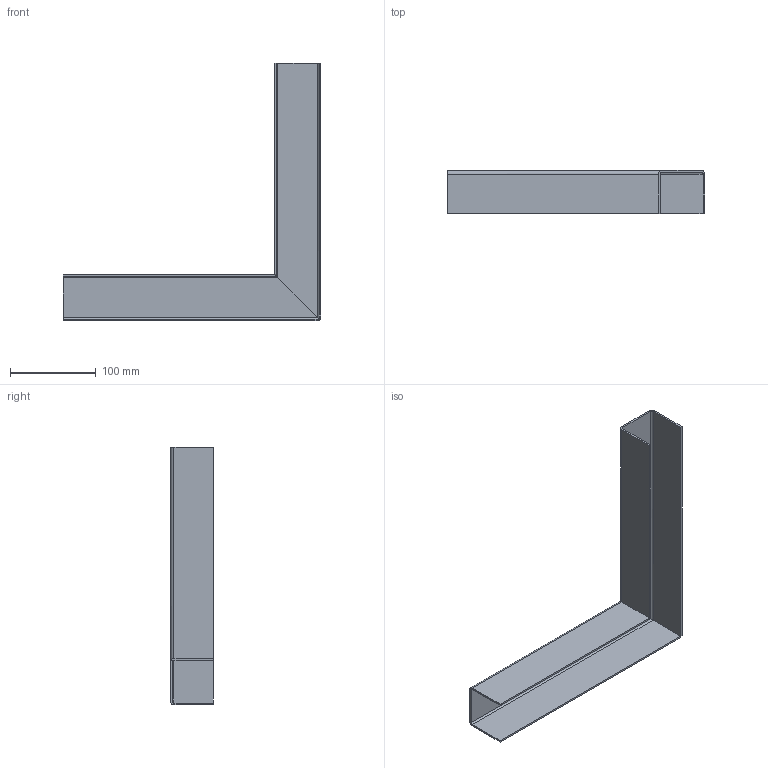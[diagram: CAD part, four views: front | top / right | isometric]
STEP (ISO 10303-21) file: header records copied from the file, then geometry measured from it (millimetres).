
FILE_DESCRIPTION (( 'STEP AP203' ), '1' );
FILE_NAME ('CTE2.50.54.50_IC&OC.STEP', '2021-02-24T09:36:52', ( '' ), ( '' ), 'SwSTEP 2.0', 'SolidWorks 2020', '' );
FILE_SCHEMA (( 'CONFIG_CONTROL_DESIGN' ));
Length unit declared in the file: millimetre
Products named in the file (3): CTE2.50.54.50_IC&OC; CTE2.50.54.50_IC&OC-2; CTE2.50.54.50_IC&OC-1
Assembly tree (2 placements, depth 2):
  CTE2.50.54.50_IC&OC
    CTE2.50.54.50_IC&OC-1
    CTE2.50.54.50_IC&OC-2
Bounding box: 300 x 50 x 300 mm (x, y, z)
Volume: 160595.9 mm3; surface area: 164036.2 mm2
Topology: 2 solids, 2 shells, 44 faces, 88 edges, 48 vertices
Faces by surface type: plane 32, cylinder 8, bspline 4
Entity records: 1481 total; most frequent: CARTESIAN_POINT 317, DIRECTION 178, ORIENTED_EDGE 176, EDGE_CURVE 88, VECTOR 72, LINE 72, AXIS2_PLACEMENT_3D 53, VERTEX_POINT 48
